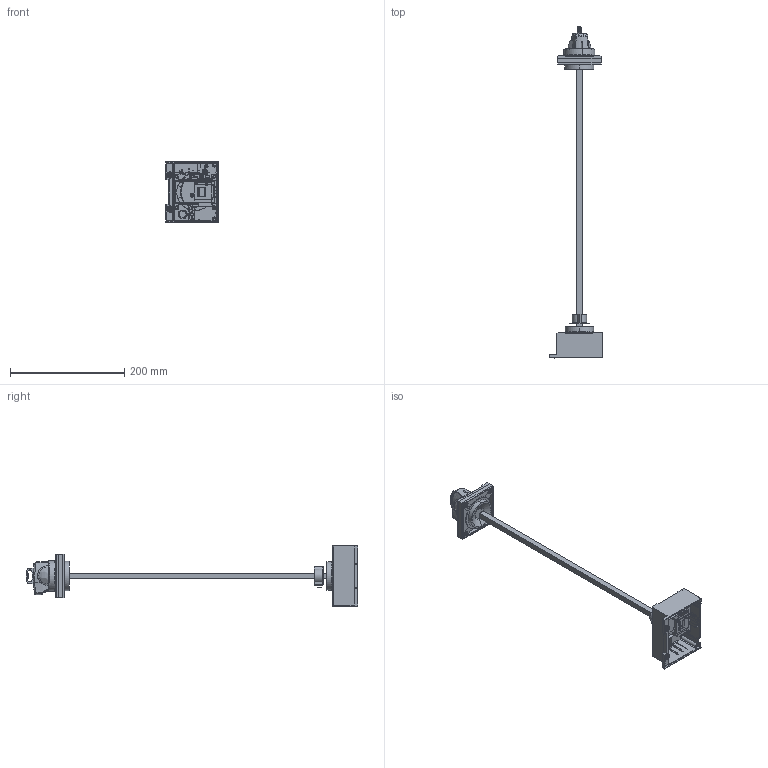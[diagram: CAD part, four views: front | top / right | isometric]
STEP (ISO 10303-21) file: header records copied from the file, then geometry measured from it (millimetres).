
FILE_DESCRIPTION(/* description */ (''),/* implementation_level */ '2;1');
FILE_NAME(/* name */ 'FILE_STP_CAD_DRAWING_3D_P5X18471_prt.stp',/* time_stamp */ '2025-04-04T10:57:12+02:00',/* author */ (''),/* organization */ (''),/* preprocessor_version */ 'ST-DEVELOPER v16.7',/* originating_system */ 'SIEMENS PLM Software NX 12.0',/* authorisation */ '');
FILE_SCHEMA (('AUTOMOTIVE_DESIGN { 1 0 10303 214 3 1 1 1 }'));
Length unit declared in the file: millimetre
Products named in the file (1): 3D_P5X18471
Bounding box: 91.8 x 580.76 x 105 mm (x, y, z)
Surface area: 113373.6 mm2 (no closed solid volume)
Topology: 0 solids, 174 shells, 235 faces, 2178 edges, 2107 vertices
Faces by surface type: plane 149, cylinder 33, torus 21, bspline 21, cone 9, sphere 2
Entity records: 25722 total; most frequent: CARTESIAN_POINT 12384, ORIENTED_EDGE 2321, EDGE_CURVE 2178, VERTEX_POINT 2106, B_SPLINE_CURVE_WITH_KNOTS 1608, DIRECTION 1118, LINE 426, VECTOR 426
